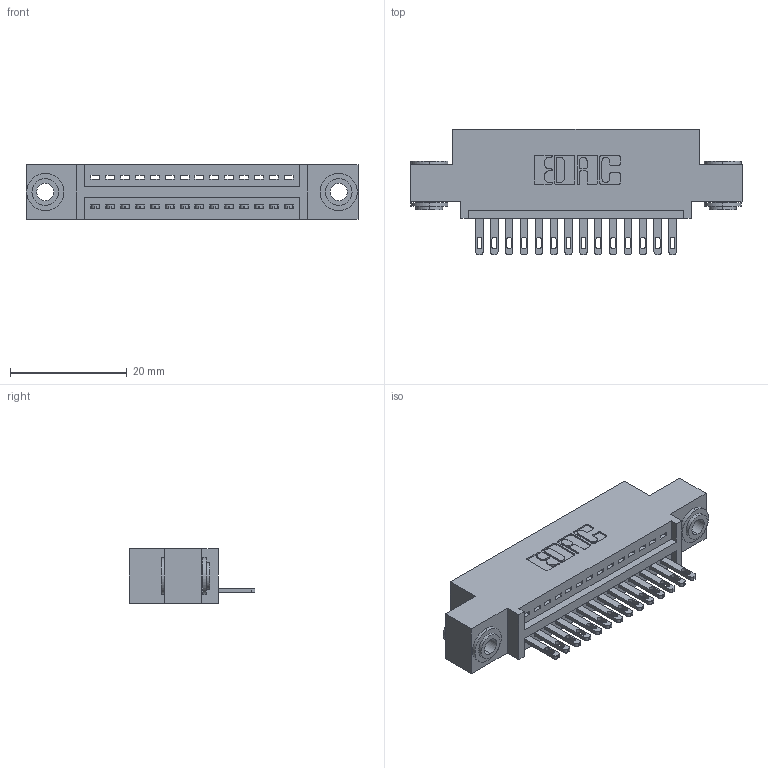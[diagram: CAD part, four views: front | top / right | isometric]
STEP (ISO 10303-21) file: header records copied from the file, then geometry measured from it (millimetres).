
FILE_DESCRIPTION (( 'STEP AP203' ), '1' );
FILE_NAME ('895-014-500-403.STEP', '2020-09-25T02:50:36', ( '' ), ( '' ), 'SwSTEP 2.0', 'SolidWorks 2020', '' );
FILE_SCHEMA (( 'CONFIG_CONTROL_DESIGN' ));
Length unit declared in the file: inch
Products named in the file (4): 345-250-002_345-250-002-102; 845 Part_0.110 Offset - 0.156 Dia-TH; 895-014-500-403; 345-292-001_345-293-100
Assembly tree (17 placements, depth 2):
  895-014-500-403
    845 Part_0.110 Offset - 0.156 Dia-TH
    345-292-001_345-293-100  x14
    345-250-002_345-250-002-102  x2
Bounding box: 56.77 x 21.51 x 9.4 mm (x, y, z)
Volume: 5117.3 mm3; surface area: 6747.7 mm2
Topology: 17 solids, 17 shells, 924 faces, 2781 edges, 1850 vertices
Faces by surface type: plane 570, cylinder 346, cone 8
Entity records: 15018 total; most frequent: CARTESIAN_POINT 2581, ORIENTED_EDGE 2522, DIRECTION 2327, EDGE_CURVE 1261, LINE 1045, VECTOR 1045, VERTEX_POINT 838, AXIS2_PLACEMENT_3D 641
